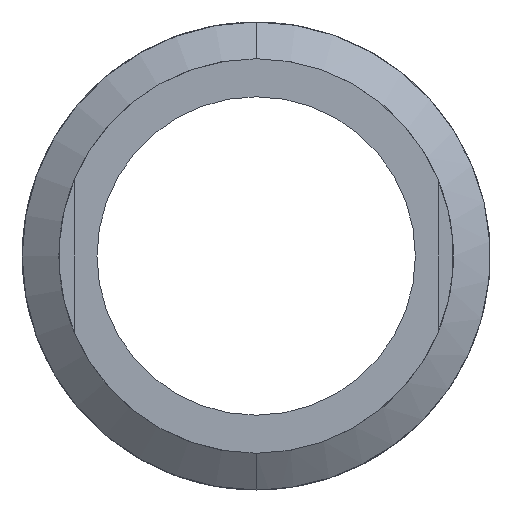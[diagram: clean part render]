
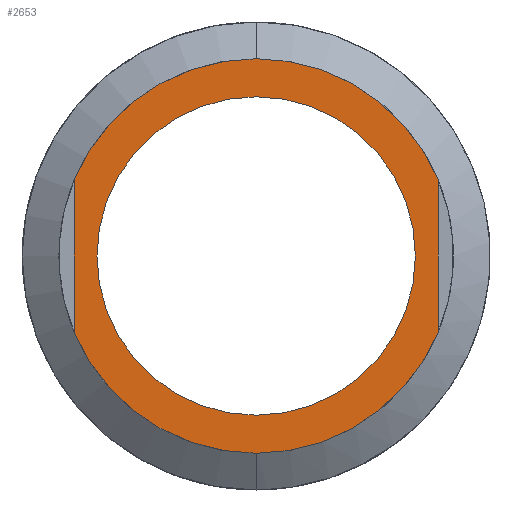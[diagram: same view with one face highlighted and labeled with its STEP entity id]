
A CAD part, left-side view. The second image highlights one B-rep face of the part: STEP entity #2653.
In plain terms, the highlighted planar face has unit normal (-1, 0, 0).
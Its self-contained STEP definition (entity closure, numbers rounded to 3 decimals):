
#36 = CARTESIAN_POINT ( 'NONE',  ( -31., 0., 0. ) ) ;
#63 = AXIS2_PLACEMENT_3D ( 'NONE', #36, #1038, #3061 ) ;
#75 = DIRECTION ( 'NONE',  ( -1., 0., 0. ) ) ;
#231 = ORIENTED_EDGE ( 'NONE', *, *, #838, .T. ) ;
#278 = EDGE_LOOP ( 'NONE', ( #1500, #231, #1561, #329, #1312, #2654 ) ) ;
#298 = VERTEX_POINT ( 'NONE', #1160 ) ;
#329 = ORIENTED_EDGE ( 'NONE', *, *, #2301, .F. ) ;
#344 = ORIENTED_EDGE ( 'NONE', *, *, #1381, .F. ) ;
#420 = CIRCLE ( 'NONE', #1418, 24.5 ) ;
#495 = VECTOR ( 'NONE', #2887, 1000. ) ;
#565 = CIRCLE ( 'NONE', #1515, 30.35 ) ;
#627 = DIRECTION ( 'NONE',  ( 0., 0., 1. ) ) ;
#671 = CARTESIAN_POINT ( 'NONE',  ( -31., 0., -24.5 ) ) ;
#691 = DIRECTION ( 'NONE',  ( 0., 0., 1. ) ) ;
#697 = CARTESIAN_POINT ( 'NONE',  ( -31., 0., 24.5 ) ) ;
#746 = DIRECTION ( 'NONE',  ( -1., 0., 0. ) ) ;
#838 = EDGE_CURVE ( 'NONE', #1580, #2459, #1920, .T. ) ;
#874 = CARTESIAN_POINT ( 'NONE',  ( -31., 0., 30.35 ) ) ;
#920 = CIRCLE ( 'NONE', #2752, 30.35 ) ;
#966 = LINE ( 'NONE', #2988, #1981 ) ;
#1038 = DIRECTION ( 'NONE',  ( -1., 0., 0. ) ) ;
#1157 = FACE_OUTER_BOUND ( 'NONE', #278, .T. ) ;
#1160 = CARTESIAN_POINT ( 'NONE',  ( -31., 28., 11.71 ) ) ;
#1180 = EDGE_CURVE ( 'NONE', #1440, #1580, #1429, .T. ) ;
#1312 = ORIENTED_EDGE ( 'NONE', *, *, #2467, .T. ) ;
#1381 = EDGE_CURVE ( 'NONE', #2196, #2033, #2058, .T. ) ;
#1391 = CARTESIAN_POINT ( 'NONE',  ( -31., 24.5, 0. ) ) ;
#1395 = CARTESIAN_POINT ( 'NONE',  ( -31., -28., -17.396 ) ) ;
#1418 = AXIS2_PLACEMENT_3D ( 'NONE', #2147, #2883, #627 ) ;
#1429 = LINE ( 'NONE', #1395, #495 ) ;
#1440 = VERTEX_POINT ( 'NONE', #2751 ) ;
#1460 = DIRECTION ( 'NONE',  ( 0., 0., 1. ) ) ;
#1488 = DIRECTION ( 'NONE',  ( -1., 0., 0. ) ) ;
#1500 = ORIENTED_EDGE ( 'NONE', *, *, #1180, .T. ) ;
#1515 = AXIS2_PLACEMENT_3D ( 'NONE', #2471, #746, #2198 ) ;
#1561 = ORIENTED_EDGE ( 'NONE', *, *, #2116, .T. ) ;
#1580 = VERTEX_POINT ( 'NONE', #1850 ) ;
#1605 = CARTESIAN_POINT ( 'NONE',  ( -31., 0., 0. ) ) ;
#1711 = CARTESIAN_POINT ( 'NONE',  ( -31., 28., -11.71 ) ) ;
#1849 = CARTESIAN_POINT ( 'NONE',  ( -31., 0., 0. ) ) ;
#1850 = CARTESIAN_POINT ( 'NONE',  ( -31., -28., 11.71 ) ) ;
#1920 = CIRCLE ( 'NONE', #2184, 30.35 ) ;
#1981 = VECTOR ( 'NONE', #1460, 1000. ) ;
#2033 = VERTEX_POINT ( 'NONE', #671 ) ;
#2058 = CIRCLE ( 'NONE', #63, 24.5 ) ;
#2116 = EDGE_CURVE ( 'NONE', #2459, #298, #565, .T. ) ;
#2132 = DIRECTION ( 'NONE',  ( 1., 0., 0. ) ) ;
#2147 = CARTESIAN_POINT ( 'NONE',  ( -31., 0., 0. ) ) ;
#2164 = VERTEX_POINT ( 'NONE', #2735 ) ;
#2184 = AXIS2_PLACEMENT_3D ( 'NONE', #1605, #75, #2836 ) ;
#2193 = CARTESIAN_POINT ( 'NONE',  ( -31., 0., 0. ) ) ;
#2196 = VERTEX_POINT ( 'NONE', #697 ) ;
#2198 = DIRECTION ( 'NONE',  ( 0., 0., 1. ) ) ;
#2251 = VERTEX_POINT ( 'NONE', #1711 ) ;
#2301 = EDGE_CURVE ( 'NONE', #2251, #298, #966, .T. ) ;
#2403 = DIRECTION ( 'NONE',  ( -1., 0., 0. ) ) ;
#2459 = VERTEX_POINT ( 'NONE', #874 ) ;
#2467 = EDGE_CURVE ( 'NONE', #2251, #2164, #2821, .T. ) ;
#2471 = CARTESIAN_POINT ( 'NONE',  ( -31., 0., 0. ) ) ;
#2592 = EDGE_LOOP ( 'NONE', ( #344, #3182 ) ) ;
#2653 = ADVANCED_FACE ( 'NONE', ( #3183, #1157 ), #2671, .F. ) ;
#2654 = ORIENTED_EDGE ( 'NONE', *, *, #3243, .T. ) ;
#2663 = AXIS2_PLACEMENT_3D ( 'NONE', #1849, #2403, #2878 ) ;
#2671 = PLANE ( 'NONE',  #2928 ) ;
#2735 = CARTESIAN_POINT ( 'NONE',  ( -31., 0., -30.35 ) ) ;
#2751 = CARTESIAN_POINT ( 'NONE',  ( -31., -28., -11.71 ) ) ;
#2752 = AXIS2_PLACEMENT_3D ( 'NONE', #2193, #1488, #691 ) ;
#2786 = EDGE_CURVE ( 'NONE', #2033, #2196, #420, .T. ) ;
#2821 = CIRCLE ( 'NONE', #2663, 30.35 ) ;
#2836 = DIRECTION ( 'NONE',  ( 0., 0., 1. ) ) ;
#2878 = DIRECTION ( 'NONE',  ( 0., 0., 1. ) ) ;
#2883 = DIRECTION ( 'NONE',  ( -1., 0., 0. ) ) ;
#2887 = DIRECTION ( 'NONE',  ( 0., 0., 1. ) ) ;
#2928 = AXIS2_PLACEMENT_3D ( 'NONE', #1391, #2132, #3165 ) ;
#2988 = CARTESIAN_POINT ( 'NONE',  ( -31., 28., -17.396 ) ) ;
#3061 = DIRECTION ( 'NONE',  ( 0., 0., 1. ) ) ;
#3165 = DIRECTION ( 'NONE',  ( 0., 0., -1. ) ) ;
#3182 = ORIENTED_EDGE ( 'NONE', *, *, #2786, .F. ) ;
#3183 = FACE_BOUND ( 'NONE', #2592, .T. ) ;
#3243 = EDGE_CURVE ( 'NONE', #2164, #1440, #920, .T. ) ;
